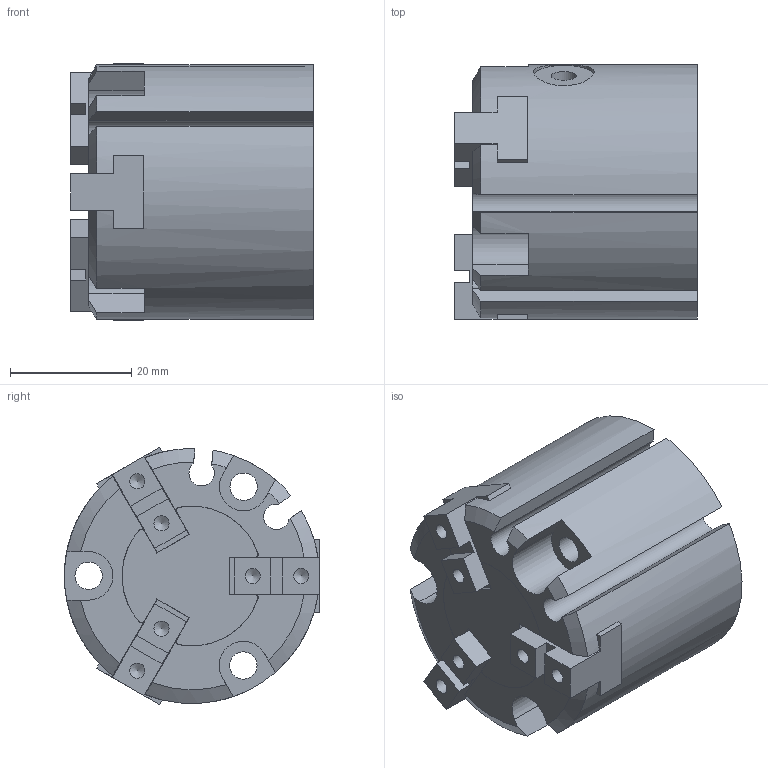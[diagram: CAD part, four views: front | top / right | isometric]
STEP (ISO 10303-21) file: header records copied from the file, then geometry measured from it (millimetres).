
FILE_DESCRIPTION(/* description */ (' '),/* implementation_level */ '2;1');
FILE_NAME(/* name */ 'YMP50-25.stp',/* time_stamp */ '2016-09-01T14:00:49+02:00',/* author */ ('Boceda'),/* organization */ (''),/* preprocessor_version */ 'ST-DEVELOPER v16.5',/* originating_system */ 'Autodesk Inventor 2017',/* authorisation */ '');
FILE_SCHEMA (('AUTOMOTIVE_DESIGN { 1 0 10303 214 3 1 1 }'));
Length unit declared in the file: millimetre
Products named in the file (1): YMP50-25
Bounding box: 40 x 41.96 x 42.37 mm (x, y, z)
Volume: 45807.9 mm3; surface area: 12106.7 mm2
Topology: 1 solids, 1 shells, 153 faces, 416 edges, 272 vertices
Faces by surface type: plane 87, cylinder 47, cone 19
Full cylindrical faces by diameter (mm): 1 x2, 2.5 x6, 3 x1, 3.3 x3, 4.2 x2, 4.5 x3, 10 x2, 26 x1
Entity records: 4707 total; most frequent: CARTESIAN_POINT 877, DIRECTION 807, ORIENTED_EDGE 752, EDGE_CURVE 376, AXIS2_PLACEMENT_3D 285, VERTEX_POINT 263, LINE 237, VECTOR 237
